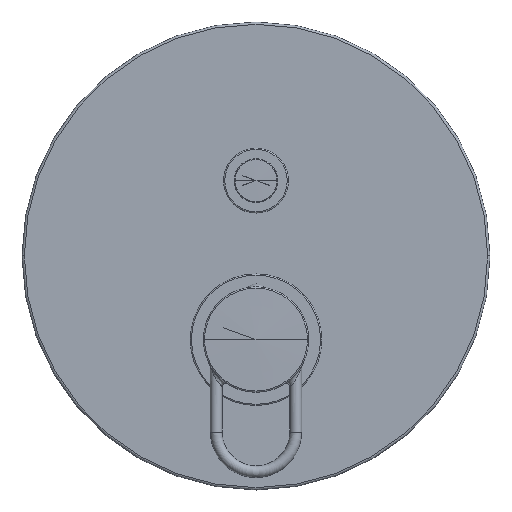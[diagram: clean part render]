
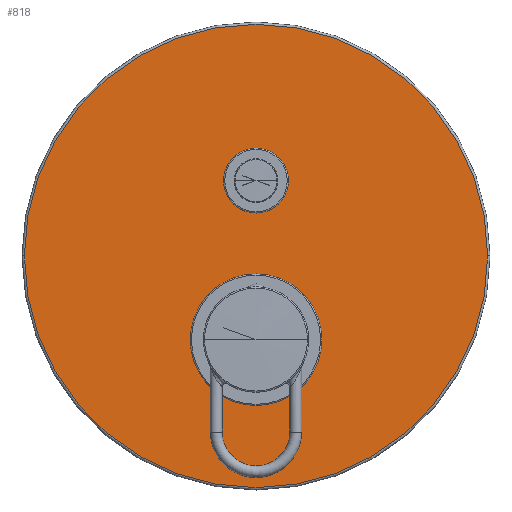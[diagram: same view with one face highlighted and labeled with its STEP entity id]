
A CAD part, top view. The second image highlights one B-rep face of the part: STEP entity #818.
In plain terms, the highlighted planar face has unit normal (0, 0, 1).
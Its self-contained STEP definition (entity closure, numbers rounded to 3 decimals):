
#34=CARTESIAN_POINT('',(0.,35.8,57.7));
#35=DIRECTION('',(0.,0.,1.));
#36=DIRECTION('',(1.,0.,0.));
#37=AXIS2_PLACEMENT_3D('',#34,#35,#36);
#39=CARTESIAN_POINT('',(0.,35.8,57.7));
#40=DIRECTION('',(0.,0.,1.));
#41=DIRECTION('',(-1.,0.,0.));
#42=AXIS2_PLACEMENT_3D('',#39,#40,#41);
#44=CARTESIAN_POINT('',(0.,68.,57.7));
#45=DIRECTION('',(0.,0.,-1.));
#46=DIRECTION('',(-1.,0.,0.));
#47=AXIS2_PLACEMENT_3D('',#44,#45,#46);
#49=CARTESIAN_POINT('',(0.,68.,57.7));
#50=DIRECTION('',(0.,0.,-1.));
#51=DIRECTION('',(1.,0.,0.));
#52=AXIS2_PLACEMENT_3D('',#49,#50,#51);
#54=CARTESIAN_POINT('',(0.,0.,57.7));
#55=DIRECTION('',(0.,0.,-1.));
#56=DIRECTION('',(-1.,0.,0.));
#57=AXIS2_PLACEMENT_3D('',#54,#55,#56);
#59=CARTESIAN_POINT('',(0.,0.,57.7));
#60=DIRECTION('',(0.,0.,-1.));
#61=DIRECTION('',(1.,0.,0.));
#62=AXIS2_PLACEMENT_3D('',#59,#60,#61);
#717=CARTESIAN_POINT('',(99.,35.8,57.7));
#718=CARTESIAN_POINT('',(-99.,35.8,57.7));
#719=VERTEX_POINT('',#717);
#720=VERTEX_POINT('',#718);
#737=CARTESIAN_POINT('',(-13.35,68.,57.7));
#738=CARTESIAN_POINT('',(13.35,68.,57.7));
#739=VERTEX_POINT('',#737);
#740=VERTEX_POINT('',#738);
#753=CARTESIAN_POINT('',(-27.6,0.,57.7));
#754=CARTESIAN_POINT('',(27.6,0.,57.7));
#755=VERTEX_POINT('',#753);
#756=VERTEX_POINT('',#754);
#796=CARTESIAN_POINT('',(0.,35.8,57.7));
#797=DIRECTION('',(0.,0.,-1.));
#798=DIRECTION('',(-1.,0.,0.));
#799=AXIS2_PLACEMENT_3D('',#796,#797,#798);
#800=PLANE('',#799);
#802=ORIENTED_EDGE('',*,*,#801,.F.);
#803=ORIENTED_EDGE('',*,*,#778,.F.);
#804=EDGE_LOOP('',(#802,#803));
#805=FACE_OUTER_BOUND('',#804,.F.);
#807=ORIENTED_EDGE('',*,*,#806,.F.);
#809=ORIENTED_EDGE('',*,*,#808,.F.);
#810=EDGE_LOOP('',(#807,#809));
#811=FACE_BOUND('',#810,.F.);
#813=ORIENTED_EDGE('',*,*,#812,.F.);
#815=ORIENTED_EDGE('',*,*,#814,.F.);
#816=EDGE_LOOP('',(#813,#815));
#817=FACE_BOUND('',#816,.F.);
#818=ADVANCED_FACE('',(#805,#811,#817),#800,.F.);
#38=CIRCLE('',#37,99.);
#43=CIRCLE('',#42,99.);
#48=CIRCLE('',#47,13.35);
#53=CIRCLE('',#52,13.35);
#58=CIRCLE('',#57,27.6);
#63=CIRCLE('',#62,27.6);
#778=EDGE_CURVE('',#720,#719,#43,.T.);
#801=EDGE_CURVE('',#719,#720,#38,.T.);
#806=EDGE_CURVE('',#739,#740,#48,.T.);
#808=EDGE_CURVE('',#740,#739,#53,.T.);
#812=EDGE_CURVE('',#755,#756,#58,.T.);
#814=EDGE_CURVE('',#756,#755,#63,.T.);
